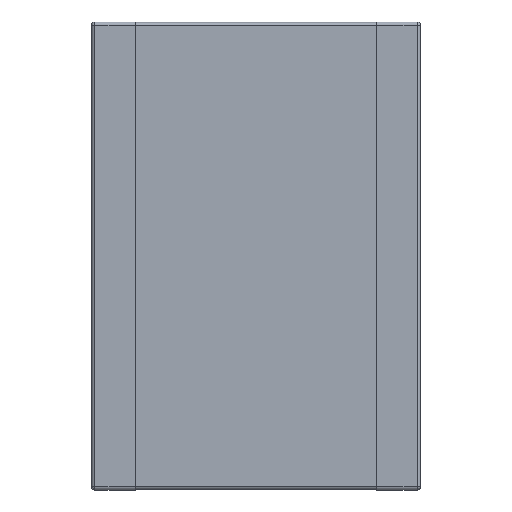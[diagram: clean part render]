
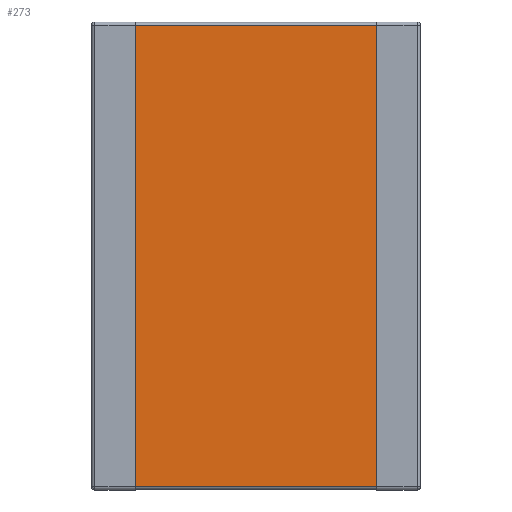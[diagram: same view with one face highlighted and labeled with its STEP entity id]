
A CAD part, top view. The second image highlights one B-rep face of the part: STEP entity #273.
In plain terms, the highlighted planar face has unit normal (0, 0, 1).
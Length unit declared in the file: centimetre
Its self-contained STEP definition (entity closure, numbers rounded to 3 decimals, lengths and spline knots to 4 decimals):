
#27 = CARTESIAN_POINT ( 'NONE',  ( -0.165, 0.315, 0.1292 ) ) ;
#29 = ORIENTED_EDGE ( 'NONE', *, *, #445, .F. ) ;
#45 = VERTEX_POINT ( 'NONE', #1547 ) ;
#110 = CARTESIAN_POINT ( 'NONE',  ( 0.165, 0.315, 0.1292 ) ) ;
#160 = CARTESIAN_POINT ( 'NONE',  ( 0.165, -0.32, 0.1292 ) ) ;
#201 = VERTEX_POINT ( 'NONE', #27 ) ;
#241 = LINE ( 'NONE', #449, #736 ) ;
#273 = ADVANCED_FACE ( 'NONE', ( #794 ), #1288, .T. ) ;
#302 = VECTOR ( 'NONE', #506, 100. ) ;
#334 = CARTESIAN_POINT ( 'NONE',  ( -0.165, -0.315, 0.1292 ) ) ;
#441 = EDGE_CURVE ( 'NONE', #1405, #45, #1773, .T. ) ;
#445 = EDGE_CURVE ( 'NONE', #1866, #201, #1342, .T. ) ;
#449 = CARTESIAN_POINT ( 'NONE',  ( 0., 0.315, 0.1292 ) ) ;
#455 = CARTESIAN_POINT ( 'NONE',  ( -0.165, -0.32, 0.1292 ) ) ;
#462 = DIRECTION ( 'NONE',  ( 1., 0., 0. ) ) ;
#477 = DIRECTION ( 'NONE',  ( 0., -1., 0. ) ) ;
#487 = EDGE_CURVE ( 'NONE', #1405, #201, #241, .T. ) ;
#506 = DIRECTION ( 'NONE',  ( 1., 0., 0. ) ) ;
#619 = ORIENTED_EDGE ( 'NONE', *, *, #441, .F. ) ;
#632 = DIRECTION ( 'NONE',  ( 0., 1., 0. ) ) ;
#639 = DIRECTION ( 'NONE',  ( -1., 0., 0. ) ) ;
#736 = VECTOR ( 'NONE', #639, 100. ) ;
#794 = FACE_OUTER_BOUND ( 'NONE', #1578, .T. ) ;
#925 = VECTOR ( 'NONE', #477, 100. ) ;
#1094 = EDGE_CURVE ( 'NONE', #1866, #45, #1839, .T. ) ;
#1137 = VECTOR ( 'NONE', #632, 100. ) ;
#1199 = AXIS2_PLACEMENT_3D ( 'NONE', #1695, #1331, #462 ) ;
#1288 = PLANE ( 'NONE',  #1199 ) ;
#1331 = DIRECTION ( 'NONE',  ( 0., 0., 1. ) ) ;
#1342 = LINE ( 'NONE', #455, #1137 ) ;
#1405 = VERTEX_POINT ( 'NONE', #110 ) ;
#1547 = CARTESIAN_POINT ( 'NONE',  ( 0.165, -0.315, 0.1292 ) ) ;
#1558 = ORIENTED_EDGE ( 'NONE', *, *, #487, .T. ) ;
#1578 = EDGE_LOOP ( 'NONE', ( #1558, #29, #1772, #619 ) ) ;
#1695 = CARTESIAN_POINT ( 'NONE',  ( 0., -0.3195, 0.1292 ) ) ;
#1772 = ORIENTED_EDGE ( 'NONE', *, *, #1094, .T. ) ;
#1773 = LINE ( 'NONE', #160, #925 ) ;
#1839 = LINE ( 'NONE', #1889, #302 ) ;
#1866 = VERTEX_POINT ( 'NONE', #334 ) ;
#1889 = CARTESIAN_POINT ( 'NONE',  ( 0., -0.315, 0.1292 ) ) ;
